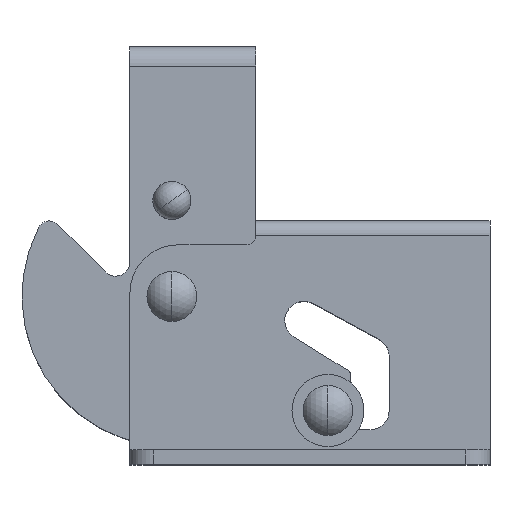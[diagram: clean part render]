
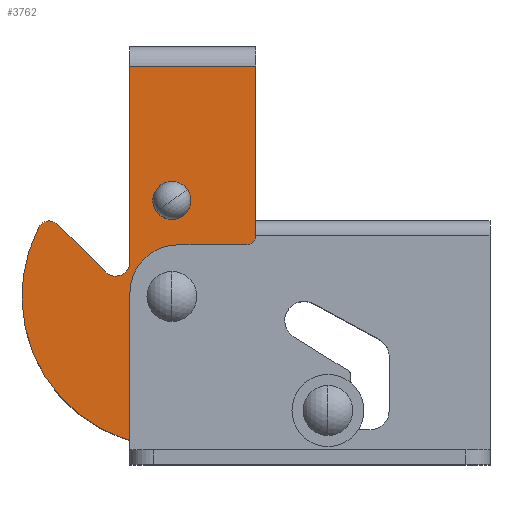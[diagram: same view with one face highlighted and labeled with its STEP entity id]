
A CAD part, top view. The second image highlights one B-rep face of the part: STEP entity #3762.
In plain terms, the highlighted planar face has unit normal (0, 0, 1).
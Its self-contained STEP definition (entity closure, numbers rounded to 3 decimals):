
#209 = VERTEX_POINT ( 'NONE', #395 ) ;
#226 = VERTEX_POINT ( 'NONE', #867 ) ;
#237 = VERTEX_POINT ( 'NONE', #1145 ) ;
#238 = VERTEX_POINT ( 'NONE', #733 ) ;
#240 = VERTEX_POINT ( 'NONE', #499 ) ;
#250 = VERTEX_POINT ( 'NONE', #1021 ) ;
#263 = VERTEX_POINT ( 'NONE', #918 ) ;
#265 = VERTEX_POINT ( 'NONE', #397 ) ;
#353 = EDGE_LOOP ( 'NONE', ( #1472, #1570 ) ) ;
#383 = CARTESIAN_POINT ( 'NONE',  ( -1.821, -11.355, 7.8 ) ) ;
#395 = CARTESIAN_POINT ( 'NONE',  ( 7., 19.2, 7.8 ) ) ;
#397 = CARTESIAN_POINT ( 'NONE',  ( -0.955, -11.855, 7.8 ) ) ;
#403 = DIRECTION ( 'NONE',  ( 0., 1., 0. ) ) ;
#499 = CARTESIAN_POINT ( 'NONE',  ( -1.55, 8., 7.8 ) ) ;
#500 = CARTESIAN_POINT ( 'NONE',  ( -4.7, 2.897, 7.8 ) ) ;
#523 = DIRECTION ( 'NONE',  ( 0., 1., 0. ) ) ;
#533 = DIRECTION ( 'NONE',  ( 0., 0., -1. ) ) ;
#558 = DIRECTION ( 'NONE',  ( 0., -1., 0. ) ) ;
#578 = CARTESIAN_POINT ( 'NONE',  ( -7.85, 4.35, 7.8 ) ) ;
#621 = DIRECTION ( 'NONE',  ( -0.707, 0.707, 0. ) ) ;
#657 = CARTESIAN_POINT ( 'NONE',  ( 2.019, -6.702, 7.8 ) ) ;
#669 = CARTESIAN_POINT ( 'NONE',  ( 7., 19.2, 7.8 ) ) ;
#670 = CARTESIAN_POINT ( 'NONE',  ( 14.481, 14.881, 7.8 ) ) ;
#671 = DIRECTION ( 'NONE',  ( 0., 1., 0. ) ) ;
#692 = DIRECTION ( 'NONE',  ( -1., 0., 0. ) ) ;
#703 = DIRECTION ( 'NONE',  ( 0., 1., 0. ) ) ;
#733 = CARTESIAN_POINT ( 'NONE',  ( -9.502, 6.002, 7.8 ) ) ;
#735 = DIRECTION ( 'NONE',  ( 0., 0., 1. ) ) ;
#736 = DIRECTION ( 'NONE',  ( 0., 0., 1. ) ) ;
#751 = CARTESIAN_POINT ( 'NONE',  ( -3.5, 19.2, 7.8 ) ) ;
#752 = DIRECTION ( 'NONE',  ( 0., 1., 0. ) ) ;
#754 = CARTESIAN_POINT ( 'NONE',  ( -10.209, 5.295, 7.8 ) ) ;
#827 = CARTESIAN_POINT ( 'NONE',  ( 0., 8., 7.8 ) ) ;
#867 = CARTESIAN_POINT ( 'NONE',  ( -5.549, 2.049, 7.8 ) ) ;
#918 = CARTESIAN_POINT ( 'NONE',  ( -3.5, 19.2, 7.8 ) ) ;
#931 = CARTESIAN_POINT ( 'NONE',  ( 7., 19.2, 7.8 ) ) ;
#955 = CARTESIAN_POINT ( 'NONE',  ( 1.55, 8., 7.8 ) ) ;
#958 = DIRECTION ( 'NONE',  ( 0., 0., -1. ) ) ;
#962 = DIRECTION ( 'NONE',  ( 0., 1., 0. ) ) ;
#969 = DIRECTION ( 'NONE',  ( 0., 1., 0. ) ) ;
#970 = DIRECTION ( 'NONE',  ( 0.5, 0.866, 0. ) ) ;
#981 = CARTESIAN_POINT ( 'NONE',  ( 0., 0., 7.8 ) ) ;
#1021 = CARTESIAN_POINT ( 'NONE',  ( -1.8, 0., 7.8 ) ) ;
#1037 = DIRECTION ( 'NONE',  ( 0., 1., 0. ) ) ;
#1109 = DIRECTION ( 'NONE',  ( 0., 0., 1. ) ) ;
#1110 = DIRECTION ( 'NONE',  ( 0., 0., -1. ) ) ;
#1140 = CARTESIAN_POINT ( 'NONE',  ( 0., 0., 7.8 ) ) ;
#1141 = CARTESIAN_POINT ( 'NONE',  ( -1.98, -12.342, 7.8 ) ) ;
#1145 = CARTESIAN_POINT ( 'NONE',  ( 1.8, 0., 7.8 ) ) ;
#1154 = DIRECTION ( 'NONE',  ( 0., -1., 0. ) ) ;
#1184 = CARTESIAN_POINT ( 'NONE',  ( 0., 0., 7.8 ) ) ;
#1203 = DIRECTION ( 'NONE',  ( 0., 0., 1. ) ) ;
#1207 = DIRECTION ( 'NONE',  ( 0., 0., -1. ) ) ;
#1221 = CARTESIAN_POINT ( 'NONE',  ( 0., 0., 7.8 ) ) ;
#1241 = EDGE_CURVE ( 'NONE', #3886, #2813, #3756, .T. ) ;
#1243 = EDGE_CURVE ( 'NONE', #238, #3886, #3754, .T. ) ;
#1253 = EDGE_CURVE ( 'NONE', #1779, #3878, #3751, .T. ) ;
#1259 = EDGE_CURVE ( 'NONE', #209, #263, #1571, .T. ) ;
#1263 = EDGE_CURVE ( 'NONE', #209, #3878, #1495, .T. ) ;
#1283 = EDGE_CURVE ( 'NONE', #263, #3890, #1496, .T. ) ;
#1287 = EDGE_CURVE ( 'NONE', #2813, #265, #4133, .T. ) ;
#1288 = EDGE_CURVE ( 'NONE', #265, #1779, #1523, .T. ) ;
#1305 = EDGE_CURVE ( 'NONE', #240, #2797, #4142, .T. ) ;
#1317 = EDGE_CURVE ( 'NONE', #226, #238, #1515, .T. ) ;
#1318 = EDGE_CURVE ( 'NONE', #3890, #226, #4152, .T. ) ;
#1319 = EDGE_CURVE ( 'NONE', #250, #237, #4126, .T. ) ;
#1472 = ORIENTED_EDGE ( 'NONE', *, *, #3603, .T. ) ;
#1481 = ORIENTED_EDGE ( 'NONE', *, *, #1287, .T. ) ;
#1495 = LINE ( 'NONE', #931, #4174 ) ;
#1496 = LINE ( 'NONE', #751, #4164 ) ;
#1506 = ORIENTED_EDGE ( 'NONE', *, *, #1263, .F. ) ;
#1513 = ORIENTED_EDGE ( 'NONE', *, *, #1288, .T. ) ;
#1515 = LINE ( 'NONE', #578, #4173 ) ;
#1523 = LINE ( 'NONE', #670, #4146 ) ;
#1531 = ORIENTED_EDGE ( 'NONE', *, *, #1253, .T. ) ;
#1533 = ORIENTED_EDGE ( 'NONE', *, *, #1259, .T. ) ;
#1545 = ORIENTED_EDGE ( 'NONE', *, *, #1243, .T. ) ;
#1549 = ORIENTED_EDGE ( 'NONE', *, *, #1283, .T. ) ;
#1552 = ORIENTED_EDGE ( 'NONE', *, *, #1318, .T. ) ;
#1555 = ORIENTED_EDGE ( 'NONE', *, *, #1319, .T. ) ;
#1562 = ORIENTED_EDGE ( 'NONE', *, *, #3586, .T. ) ;
#1564 = ORIENTED_EDGE ( 'NONE', *, *, #1241, .T. ) ;
#1570 = ORIENTED_EDGE ( 'NONE', *, *, #1305, .T. ) ;
#1571 = LINE ( 'NONE', #669, #4175 ) ;
#1573 = ORIENTED_EDGE ( 'NONE', *, *, #1317, .T. ) ;
#1639 = AXIS2_PLACEMENT_3D ( 'NONE', #2217, #2194, #2205 ) ;
#1779 = VERTEX_POINT ( 'NONE', #657 ) ;
#2129 = FACE_BOUND ( 'NONE', #353, .T. ) ;
#2130 = FACE_OUTER_BOUND ( 'NONE', #4469, .T. ) ;
#2132 = FACE_BOUND ( 'NONE', #4437, .T. ) ;
#2170 = PLANE ( 'NONE',  #1639 ) ;
#2194 = DIRECTION ( 'NONE',  ( 0., 0., -1. ) ) ;
#2205 = DIRECTION ( 'NONE',  ( 0., 1., 0. ) ) ;
#2217 = CARTESIAN_POINT ( 'NONE',  ( 7., 19.2, 7.8 ) ) ;
#2457 = CARTESIAN_POINT ( 'NONE',  ( -11.096, 5.755, 7.8 ) ) ;
#2459 = CARTESIAN_POINT ( 'NONE',  ( 7., 0., 7.8 ) ) ;
#2620 = CARTESIAN_POINT ( 'NONE',  ( -3.5, 2.897, 7.8 ) ) ;
#2797 = VERTEX_POINT ( 'NONE', #955 ) ;
#2813 = VERTEX_POINT ( 'NONE', #1141 ) ;
#3586 = EDGE_CURVE ( 'NONE', #237, #250, #4979, .T. ) ;
#3603 = EDGE_CURVE ( 'NONE', #2797, #240, #5036, .T. ) ;
#3751 = CIRCLE ( 'NONE', #3753, 7. ) ;
#3752 = AXIS2_PLACEMENT_3D ( 'NONE', #981, #735, #1037 ) ;
#3753 = AXIS2_PLACEMENT_3D ( 'NONE', #1184, #1109, #671 ) ;
#3754 = CIRCLE ( 'NONE', #3757, 1. ) ;
#3756 = CIRCLE ( 'NONE', #3752, 12.5 ) ;
#3757 = AXIS2_PLACEMENT_3D ( 'NONE', #754, #1203, #403 ) ;
#3762 = ADVANCED_FACE ( 'NONE', ( #2129, #2132, #2130 ), #2170, .F. ) ;
#3878 = VERTEX_POINT ( 'NONE', #2459 ) ;
#3886 = VERTEX_POINT ( 'NONE', #2457 ) ;
#3890 = VERTEX_POINT ( 'NONE', #2620 ) ;
#4117 = AXIS2_PLACEMENT_3D ( 'NONE', #827, #533, #703 ) ;
#4126 = CIRCLE ( 'NONE', #4153, 1.8 ) ;
#4133 = CIRCLE ( 'NONE', #4147, 1. ) ;
#4142 = CIRCLE ( 'NONE', #4117, 1.55 ) ;
#4146 = VECTOR ( 'NONE', #970, 1000. ) ;
#4147 = AXIS2_PLACEMENT_3D ( 'NONE', #383, #736, #523 ) ;
#4152 = CIRCLE ( 'NONE', #4163, 1.2 ) ;
#4153 = AXIS2_PLACEMENT_3D ( 'NONE', #1221, #1207, #962 ) ;
#4163 = AXIS2_PLACEMENT_3D ( 'NONE', #500, #958, #752 ) ;
#4164 = VECTOR ( 'NONE', #558, 1000. ) ;
#4173 = VECTOR ( 'NONE', #621, 1000. ) ;
#4174 = VECTOR ( 'NONE', #1154, 1000. ) ;
#4175 = VECTOR ( 'NONE', #692, 1000. ) ;
#4437 = EDGE_LOOP ( 'NONE', ( #1562, #1555 ) ) ;
#4469 = EDGE_LOOP ( 'NONE', ( #1533, #1549, #1552, #1573, #1545, #1564, #1481, #1513, #1531, #1506 ) ) ;
#4582 = CARTESIAN_POINT ( 'NONE',  ( 0., 8., 7.8 ) ) ;
#4583 = DIRECTION ( 'NONE',  ( 0., 1., 0. ) ) ;
#4621 = DIRECTION ( 'NONE',  ( 0., 0., -1. ) ) ;
#4979 = CIRCLE ( 'NONE', #5043, 1.8 ) ;
#4995 = AXIS2_PLACEMENT_3D ( 'NONE', #4582, #4621, #4583 ) ;
#5036 = CIRCLE ( 'NONE', #4995, 1.55 ) ;
#5043 = AXIS2_PLACEMENT_3D ( 'NONE', #1140, #1110, #969 ) ;
